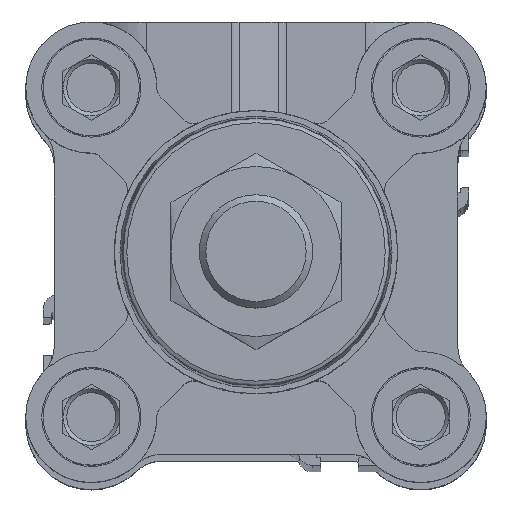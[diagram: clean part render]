
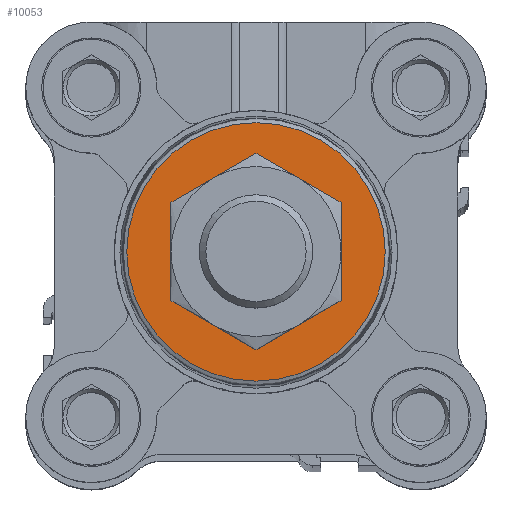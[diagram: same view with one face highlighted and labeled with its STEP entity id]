
A CAD part, top view. The second image highlights one B-rep face of the part: STEP entity #10053.
In plain terms, the highlighted face is planar.
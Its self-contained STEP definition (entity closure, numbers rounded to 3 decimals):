
#1447=PLANE('',#10877);
#1844=CIRCLE('',#10876,18.244);
#1845=CIRCLE('',#10878,10.);
#3743=ORIENTED_EDGE('',*,*,#4861,.F.);
#3744=ORIENTED_EDGE('',*,*,#4860,.T.);
#4860=EDGE_CURVE('',#5565,#5565,#1844,.T.);
#4861=EDGE_CURVE('',#5566,#5566,#1845,.T.);
#5565=VERTEX_POINT('',#15249);
#5566=VERTEX_POINT('',#15252);
#6113=EDGE_LOOP('',(#3743));
#6114=EDGE_LOOP('',(#3744));
#6642=FACE_BOUND('',#6113,.T.);
#6643=FACE_BOUND('',#6114,.T.);
#10053=ADVANCED_FACE('',(#6642,#6643),#1447,.F.);
#10876=AXIS2_PLACEMENT_3D('',#15248,#13033,#13034);
#10877=AXIS2_PLACEMENT_3D('',#15250,#13035,#13036);
#10878=AXIS2_PLACEMENT_3D('',#15251,#13037,#13038);
#13033=DIRECTION('',(0.,0.,-1.));
#13034=DIRECTION('',(-1.,0.,0.));
#13035=DIRECTION('',(0.,0.,1.));
#13036=DIRECTION('',(1.,0.,0.));
#13037=DIRECTION('',(0.,0.,-1.));
#13038=DIRECTION('',(-1.,0.,0.));
#15248=CARTESIAN_POINT('',(0.,0.,-634.));
#15249=CARTESIAN_POINT('',(-18.244,0.,-634.));
#15250=CARTESIAN_POINT('',(0.,18.244,-634.));
#15251=CARTESIAN_POINT('',(0.,0.,-634.));
#15252=CARTESIAN_POINT('',(-10.,0.,-634.));
